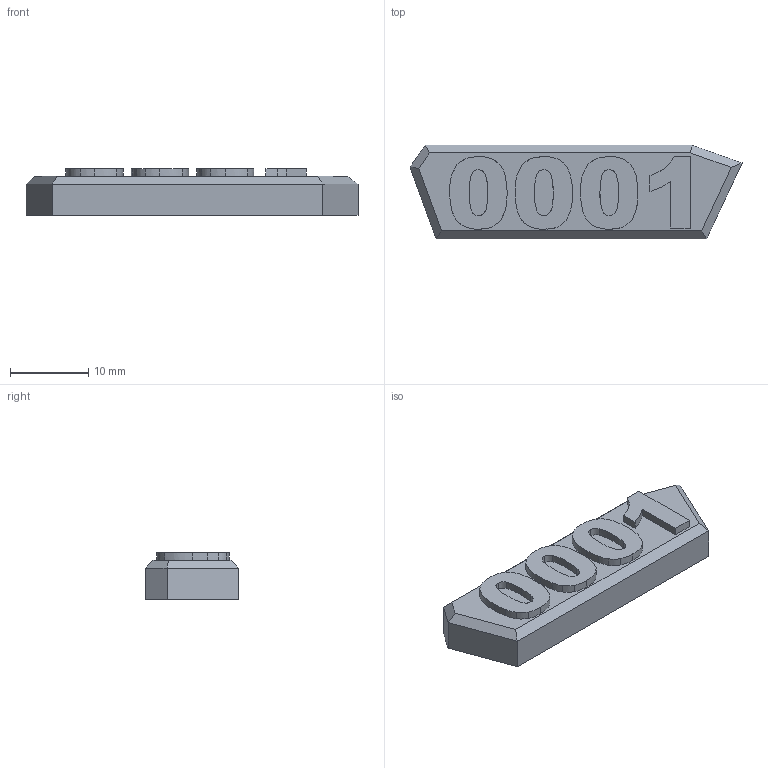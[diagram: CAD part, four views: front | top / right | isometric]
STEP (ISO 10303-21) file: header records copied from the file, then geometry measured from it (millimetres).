
FILE_DESCRIPTION(/* description */ (''),/* implementation_level */ '2;1');
FILE_NAME(/* name */ 'PlateLH_SN.step',/* time_stamp */ '2022-01-06T00:59:42-05:00',/* author */ (''),/* organization */ (''),/* preprocessor_version */ 'ST-DEVELOPER v18.1',/* originating_system */ 'Autodesk Translation Framework v10.10.0.1391',/* authorisation */ '');
FILE_SCHEMA (('AUTOMOTIVE_DESIGN { 1 0 10303 214 3 1 1 }'));
Length unit declared in the file: millimetre
Products named in the file (1): PlateLH_SN
Bounding box: 42.56 x 12 x 6 mm (x, y, z)
Volume: 2116 mm3; surface area: 2002.9 mm2
Topology: 5 solids, 5 shells, 101 faces, 261 edges, 172 vertices
Faces by surface type: bspline 70, plane 29, cylinder 2
Full cylindrical faces by diameter (mm): 8.2 x2
Entity records: 3759 total; most frequent: CARTESIAN_POINT 1725, ORIENTED_EDGE 522, EDGE_CURVE 261, DIRECTION 189, VERTEX_POINT 172, B_SPLINE_CURVE_WITH_KNOTS 140, LINE 117, VECTOR 117
